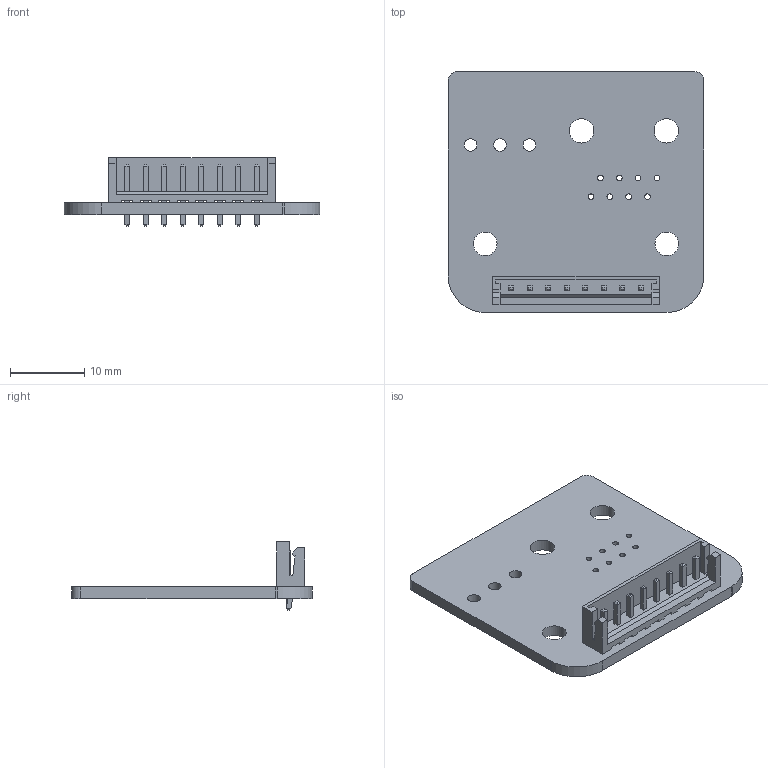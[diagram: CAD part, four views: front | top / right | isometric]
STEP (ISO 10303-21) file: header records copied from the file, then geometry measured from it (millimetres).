
FILE_DESCRIPTION(('KiCad electronic assembly'),'2;1');
FILE_NAME('Motor_Adapt_M.step','2025-01-26T19:17:42',('Pcbnew'),('Kicad' ),'Open CASCADE STEP processor 7.8','KiCad to STEP converter', 'Unknown');
FILE_SCHEMA(('AUTOMOTIVE_DESIGN { 1 0 10303 214 1 1 1 1 }'));
Length unit declared in the file: millimetre
Products named in the file (4): Motor_Adapt_M 1; JST_EH_B8B-EH-A_1x08_P2.50mm_Vertical; JST_B8B_EH_A; Motor_Adapt_M_PCB
Assembly tree (3 placements, depth 3):
  Motor_Adapt_M 1
    JST_EH_B8B-EH-A_1x08_P2.50mm_Vertical
      JST_B8B_EH_A
    Motor_Adapt_M_PCB
Bounding box: 34.5 x 32.5 x 9.2 mm (x, y, z)
Volume: 1890 mm3; surface area: 3160 mm2
Topology: 2 solids, 2 shells, 251 faces, 637 edges, 406 vertices
Faces by surface type: plane 224, cylinder 27
Full cylindrical faces by diameter (mm): 0.762 x8, 0.95 x8, 1.7 x3, 3.2 x2, 3.302 x2
Entity records: 9041 total; most frequent: CARTESIAN_POINT 1298, ORIENTED_EDGE 1274, DIRECTION 1201, EDGE_CURVE 637, LINE 583, VECTOR 583, VERTEX_POINT 406, FACE_BOUND 313
